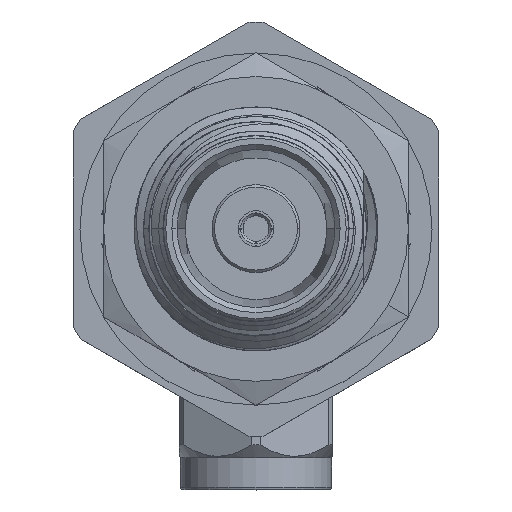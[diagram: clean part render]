
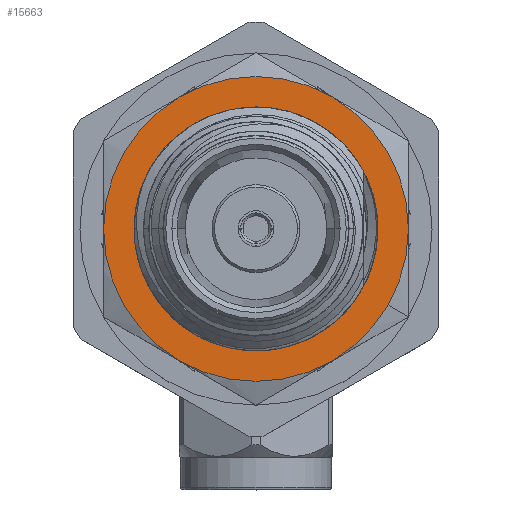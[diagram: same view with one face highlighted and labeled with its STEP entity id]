
A CAD part, top view. The second image highlights one B-rep face of the part: STEP entity #15663.
In plain terms, the highlighted face is planar.
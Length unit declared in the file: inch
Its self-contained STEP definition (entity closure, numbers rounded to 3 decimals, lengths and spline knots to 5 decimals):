
#599 = DIRECTION ( 'NONE',  ( -1., 0., 0. ) ) ;
#1757 = EDGE_CURVE ( 'NONE', #12129, #35132, #33990, .T. ) ;
#4001 = DIRECTION ( 'NONE',  ( -1., 0., 0. ) ) ;
#4044 = FACE_BOUND ( 'NONE', #27041, .T. ) ;
#4221 = DIRECTION ( 'NONE',  ( 0., -0.5, 0.866 ) ) ;
#5033 = AXIS2_PLACEMENT_3D ( 'NONE', #6338, #21015, #15404 ) ;
#5226 = CARTESIAN_POINT ( 'NONE',  ( 0.53993, 0., 0. ) ) ;
#5555 = CARTESIAN_POINT ( 'NONE',  ( 0.53993, 0.27063, 0.15625 ) ) ;
#6338 = CARTESIAN_POINT ( 'NONE',  ( 0.53993, 0., 0. ) ) ;
#7098 = DIRECTION ( 'NONE',  ( 1., 0., 0. ) ) ;
#7322 = DIRECTION ( 'NONE',  ( 1., 0., 0. ) ) ;
#9501 = VERTEX_POINT ( 'NONE', #16753 ) ;
#9627 = DIRECTION ( 'NONE',  ( 0., -0.5, 0.866 ) ) ;
#10033 = CARTESIAN_POINT ( 'NONE',  ( 0.53993, 0., 0. ) ) ;
#10157 = VERTEX_POINT ( 'NONE', #5555 ) ;
#10842 = CARTESIAN_POINT ( 'NONE',  ( 0.53993, -0.27063, 0.15625 ) ) ;
#11971 = DIRECTION ( 'NONE',  ( 0., -0.5, 0.866 ) ) ;
#12129 = VERTEX_POINT ( 'NONE', #10842 ) ;
#12630 = VERTEX_POINT ( 'NONE', #31420 ) ;
#12918 = FACE_OUTER_BOUND ( 'NONE', #37664, .T. ) ;
#13276 = CARTESIAN_POINT ( 'NONE',  ( 0.53993, 0., 0. ) ) ;
#13570 = CIRCLE ( 'NONE', #26529, 0.3125 ) ;
#13895 = AXIS2_PLACEMENT_3D ( 'NONE', #15397, #4001, #27176 ) ;
#14656 = VERTEX_POINT ( 'NONE', #27369 ) ;
#14835 = CIRCLE ( 'NONE', #24686, 0.25 ) ;
#15115 = CARTESIAN_POINT ( 'NONE',  ( 0.53993, 0., 0. ) ) ;
#15397 = CARTESIAN_POINT ( 'NONE',  ( 0.53993, 0., 0. ) ) ;
#15404 = DIRECTION ( 'NONE',  ( 0., -0.5, 0.866 ) ) ;
#15504 = CARTESIAN_POINT ( 'NONE',  ( 0.53993, 0., 0. ) ) ;
#15663 = ADVANCED_FACE ( 'NONE', ( #4044, #12918 ), #19087, .F. ) ;
#16753 = CARTESIAN_POINT ( 'NONE',  ( 0.53993, 0., 0.3125 ) ) ;
#18799 = VERTEX_POINT ( 'NONE', #32820 ) ;
#19087 = PLANE ( 'NONE',  #20079 ) ;
#19251 = DIRECTION ( 'NONE',  ( -1., 0., 0. ) ) ;
#19291 = EDGE_CURVE ( 'NONE', #14656, #30215, #13570, .T. ) ;
#20060 = EDGE_CURVE ( 'NONE', #18799, #33532, #21613, .T. ) ;
#20079 = AXIS2_PLACEMENT_3D ( 'NONE', #10033, #7322, #4221 ) ;
#20192 = CARTESIAN_POINT ( 'NONE',  ( 0.53993, 0., 0. ) ) ;
#20447 = AXIS2_PLACEMENT_3D ( 'NONE', #5226, #28971, #11971 ) ;
#20733 = ORIENTED_EDGE ( 'NONE', *, *, #28011, .T. ) ;
#21015 = DIRECTION ( 'NONE',  ( 1., 0., 0. ) ) ;
#21343 = CIRCLE ( 'NONE', #31192, 0.3125 ) ;
#21613 = CIRCLE ( 'NONE', #25301, 0.25 ) ;
#22863 = ORIENTED_EDGE ( 'NONE', *, *, #26625, .T. ) ;
#23271 = DIRECTION ( 'NONE',  ( 0., -0.5, 0.866 ) ) ;
#23275 = ORIENTED_EDGE ( 'NONE', *, *, #19291, .T. ) ;
#23369 = DIRECTION ( 'NONE',  ( 0., -0.5, 0.866 ) ) ;
#23507 = CARTESIAN_POINT ( 'NONE',  ( 0.53993, 0.02985, 0.24821 ) ) ;
#24073 = ORIENTED_EDGE ( 'NONE', *, *, #24653, .T. ) ;
#24653 = EDGE_CURVE ( 'NONE', #9501, #10157, #21343, .T. ) ;
#24686 = AXIS2_PLACEMENT_3D ( 'NONE', #36039, #7098, #9627 ) ;
#25152 = CARTESIAN_POINT ( 'NONE',  ( 0.53993, -0.27063, -0.15625 ) ) ;
#25301 = AXIS2_PLACEMENT_3D ( 'NONE', #15504, #33073, #36510 ) ;
#25492 = ORIENTED_EDGE ( 'NONE', *, *, #28183, .T. ) ;
#25521 = ORIENTED_EDGE ( 'NONE', *, *, #32363, .T. ) ;
#26060 = EDGE_CURVE ( 'NONE', #30215, #35132, #26841, .T. ) ;
#26394 = ORIENTED_EDGE ( 'NONE', *, *, #20060, .T. ) ;
#26529 = AXIS2_PLACEMENT_3D ( 'NONE', #20192, #599, #23271 ) ;
#26625 = EDGE_CURVE ( 'NONE', #33532, #18799, #14835, .T. ) ;
#26841 = CIRCLE ( 'NONE', #13895, 0.3125 ) ;
#26847 = ORIENTED_EDGE ( 'NONE', *, *, #1757, .F. ) ;
#27041 = EDGE_LOOP ( 'NONE', ( #22863, #26394 ) ) ;
#27176 = DIRECTION ( 'NONE',  ( 0., -0.5, 0.866 ) ) ;
#27369 = CARTESIAN_POINT ( 'NONE',  ( 0.53993, 0.27063, -0.15625 ) ) ;
#27388 = DIRECTION ( 'NONE',  ( 0., -0.5, 0.866 ) ) ;
#28011 = EDGE_CURVE ( 'NONE', #12129, #12630, #31504, .T. ) ;
#28183 = EDGE_CURVE ( 'NONE', #12630, #9501, #28446, .T. ) ;
#28446 = CIRCLE ( 'NONE', #33373, 0.3125 ) ;
#28971 = DIRECTION ( 'NONE',  ( -1., 0., 0. ) ) ;
#30215 = VERTEX_POINT ( 'NONE', #37656 ) ;
#30294 = CIRCLE ( 'NONE', #32130, 0.3125 ) ;
#31192 = AXIS2_PLACEMENT_3D ( 'NONE', #15115, #34479, #32659 ) ;
#31420 = CARTESIAN_POINT ( 'NONE',  ( 0.53993, -0.15625, 0.27063 ) ) ;
#31504 = CIRCLE ( 'NONE', #20447, 0.3125 ) ;
#32130 = AXIS2_PLACEMENT_3D ( 'NONE', #13276, #19251, #27388 ) ;
#32363 = EDGE_CURVE ( 'NONE', #10157, #14656, #30294, .T. ) ;
#32659 = DIRECTION ( 'NONE',  ( 0., -0.5, 0.866 ) ) ;
#32820 = CARTESIAN_POINT ( 'NONE',  ( 0.53993, 0.19662, 0.1544 ) ) ;
#33073 = DIRECTION ( 'NONE',  ( 1., 0., 0. ) ) ;
#33373 = AXIS2_PLACEMENT_3D ( 'NONE', #38019, #38196, #23369 ) ;
#33532 = VERTEX_POINT ( 'NONE', #23507 ) ;
#33627 = ORIENTED_EDGE ( 'NONE', *, *, #26060, .T. ) ;
#33990 = CIRCLE ( 'NONE', #5033, 0.3125 ) ;
#34479 = DIRECTION ( 'NONE',  ( -1., 0., 0. ) ) ;
#35132 = VERTEX_POINT ( 'NONE', #25152 ) ;
#36039 = CARTESIAN_POINT ( 'NONE',  ( 0.53993, 0., 0. ) ) ;
#36510 = DIRECTION ( 'NONE',  ( 0., -0.5, 0.866 ) ) ;
#37656 = CARTESIAN_POINT ( 'NONE',  ( 0.53993, 0., -0.3125 ) ) ;
#37664 = EDGE_LOOP ( 'NONE', ( #20733, #25492, #24073, #25521, #23275, #33627, #26847 ) ) ;
#38019 = CARTESIAN_POINT ( 'NONE',  ( 0.53993, 0., 0. ) ) ;
#38196 = DIRECTION ( 'NONE',  ( -1., 0., 0. ) ) ;
